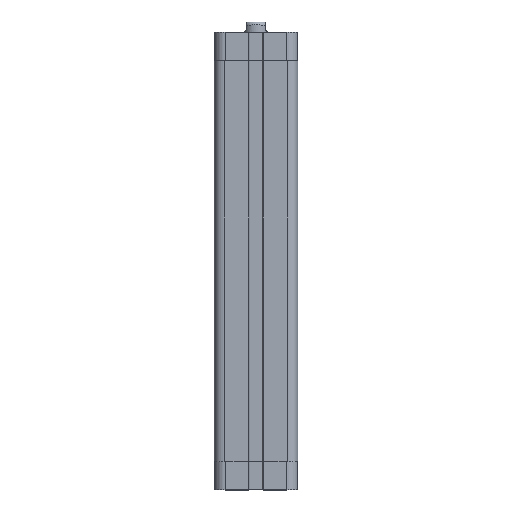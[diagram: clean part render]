
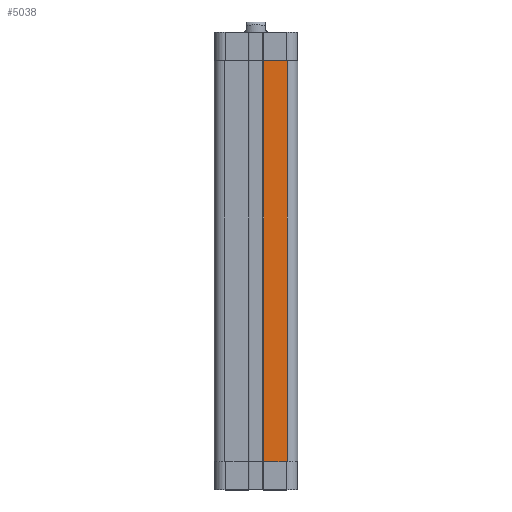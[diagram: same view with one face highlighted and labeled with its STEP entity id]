
A CAD part, top view. The second image highlights one B-rep face of the part: STEP entity #5038.
In plain terms, the highlighted planar face has unit normal (0, 0, 1).
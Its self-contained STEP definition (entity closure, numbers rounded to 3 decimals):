
#3605=CARTESIAN_POINT('',(3.25,86.75,18.05));
#3606=VERTEX_POINT('',#3605);
#3614=CARTESIAN_POINT('',(13.55,86.75,18.05));
#3615=VERTEX_POINT('',#3614);
#3616=CARTESIAN_POINT('',(13.55,86.75,18.05));
#3617=DIRECTION('',(-1.0,0.0,0.0));
#3618=VECTOR('',#3617,10.3);
#3619=LINE('',#3616,#3618);
#3620=EDGE_CURVE('',#3615,#3606,#3619,.T.);
#4672=CARTESIAN_POINT('',(13.55,-86.75,18.05));
#4673=VERTEX_POINT('',#4672);
#4681=CARTESIAN_POINT('',(3.25,-86.75,18.05));
#4682=VERTEX_POINT('',#4681);
#4683=CARTESIAN_POINT('',(3.25,-86.75,18.05));
#4684=DIRECTION('',(1.0,0.0,0.0));
#4685=VECTOR('',#4684,10.3);
#4686=LINE('',#4683,#4685);
#4687=EDGE_CURVE('',#4682,#4673,#4686,.T.);
#5006=CARTESIAN_POINT('',(13.55,-86.75,18.05));
#5007=DIRECTION('',(0.0,1.0,0.0));
#5008=VECTOR('',#5007,173.5);
#5009=LINE('',#5006,#5008);
#5010=EDGE_CURVE('',#4673,#3615,#5009,.T.);
#5022=CARTESIAN_POINT('',(13.55,0.0,18.05));
#5023=DIRECTION('',(0.0,0.0,1.0));
#5024=DIRECTION('',(1.0,0.0,0.0));
#5025=AXIS2_PLACEMENT_3D('',#5022,#5023,#5024);
#5026=PLANE('',#5025);
#5027=ORIENTED_EDGE('',*,*,#3620,.T.);
#5028=CARTESIAN_POINT('',(3.25,-86.75,18.05));
#5029=DIRECTION('',(0.0,1.0,0.0));
#5030=VECTOR('',#5029,173.5);
#5031=LINE('',#5028,#5030);
#5032=EDGE_CURVE('',#4682,#3606,#5031,.T.);
#5033=ORIENTED_EDGE('',*,*,#5032,.F.);
#5034=ORIENTED_EDGE('',*,*,#4687,.T.);
#5035=ORIENTED_EDGE('',*,*,#5010,.T.);
#5036=EDGE_LOOP('',(#5027,#5033,#5034,#5035));
#5037=FACE_OUTER_BOUND('',#5036,.T.);
#5038=ADVANCED_FACE('',(#5037),#5026,.T.);
